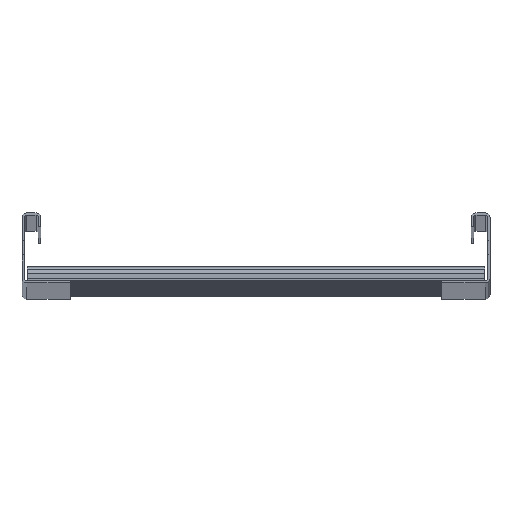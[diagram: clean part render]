
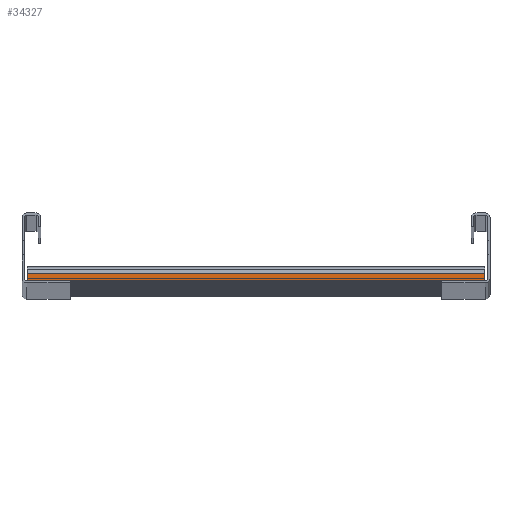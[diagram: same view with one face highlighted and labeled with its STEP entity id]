
A CAD part, top view. The second image highlights one B-rep face of the part: STEP entity #34327.
In plain terms, the highlighted planar face has unit normal (0, 0, 1).
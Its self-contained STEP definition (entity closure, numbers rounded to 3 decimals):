
#3427=DIRECTION('',(-1.,0.,0.));
#3428=VECTOR('',#3427,27.5);
#3429=CARTESIAN_POINT('',(-119.,-21.,2867.5));
#3430=LINE('',#3429,#3428);
#3587=DIRECTION('',(1.,0.,0.));
#3588=VECTOR('',#3587,27.5);
#3589=CARTESIAN_POINT('',(119.,-21.,2867.5));
#3590=LINE('',#3589,#3588);
#8557=DIRECTION('',(1.,0.,0.));
#8558=VECTOR('',#8557,293.);
#8559=CARTESIAN_POINT('',(-146.5,-16.5,2867.5));
#8560=LINE('',#8559,#8558);
#8617=DIRECTION('',(0.,-1.,0.));
#8618=VECTOR('',#8617,4.5);
#8619=CARTESIAN_POINT('',(-146.5,-16.5,2867.5));
#8620=LINE('',#8619,#8618);
#8625=DIRECTION('',(1.,0.,0.));
#8626=VECTOR('',#8625,238.);
#8627=CARTESIAN_POINT('',(-119.,-21.,2867.5));
#8628=LINE('',#8627,#8626);
#8629=DIRECTION('',(0.,-1.,0.));
#8630=VECTOR('',#8629,4.5);
#8631=CARTESIAN_POINT('',(146.5,-16.5,2867.5));
#8632=LINE('',#8631,#8630);
#18073=CARTESIAN_POINT('',(-146.5,-21.,2867.5));
#18075=VERTEX_POINT('',#18073);
#21097=CARTESIAN_POINT('',(146.5,-21.,2867.5));
#21099=VERTEX_POINT('',#21097);
#22147=CARTESIAN_POINT('',(-146.5,-16.5,2867.5));
#22148=VERTEX_POINT('',#22147);
#22167=CARTESIAN_POINT('',(146.5,-16.5,2867.5));
#22168=VERTEX_POINT('',#22167);
#22177=CARTESIAN_POINT('',(-119.,-21.,2867.5));
#22179=VERTEX_POINT('',#22177);
#22191=CARTESIAN_POINT('',(119.,-21.,2867.5));
#22193=VERTEX_POINT('',#22191);
#34310=CARTESIAN_POINT('',(-146.5,-16.5,2867.5));
#34311=DIRECTION('',(0.,0.,1.));
#34312=DIRECTION('',(0.,-1.,0.));
#34313=AXIS2_PLACEMENT_3D('',#34310,#34311,#34312);
#34314=PLANE('',#34313);
#34315=ORIENTED_EDGE('',*,*,#26006,.T.);
#34317=ORIENTED_EDGE('',*,*,#34316,.F.);
#34319=ORIENTED_EDGE('',*,*,#34318,.T.);
#34321=ORIENTED_EDGE('',*,*,#34320,.T.);
#34322=ORIENTED_EDGE('',*,*,#26118,.F.);
#34324=ORIENTED_EDGE('',*,*,#34323,.F.);
#34325=EDGE_LOOP('',(#34315,#34317,#34319,#34321,#34322,#34324));
#34326=FACE_OUTER_BOUND('',#34325,.F.);
#34327=ADVANCED_FACE('',(#34326),#34314,.T.);
#26006=EDGE_CURVE('',#22179,#18075,#3430,.T.);
#26118=EDGE_CURVE('',#22193,#21099,#3590,.T.);
#34316=EDGE_CURVE('',#22148,#18075,#8620,.T.);
#34318=EDGE_CURVE('',#22148,#22168,#8560,.T.);
#34320=EDGE_CURVE('',#22168,#21099,#8632,.T.);
#34323=EDGE_CURVE('',#22179,#22193,#8628,.T.);
